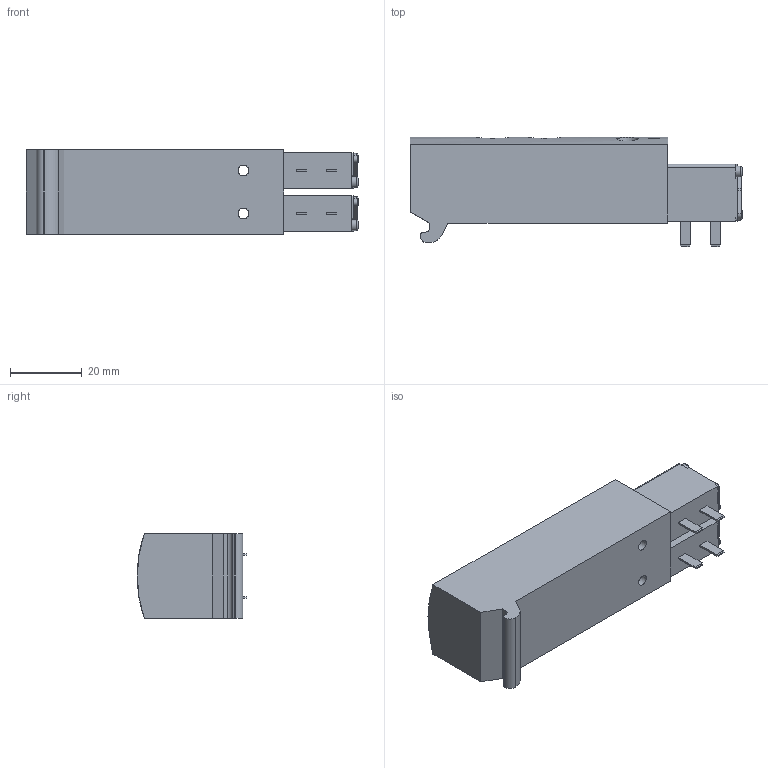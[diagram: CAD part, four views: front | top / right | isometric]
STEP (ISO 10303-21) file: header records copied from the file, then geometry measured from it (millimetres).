
FILE_DESCRIPTION(/* description */ ('STEP AP214'),/* implementation_level */ '2;1');
FILE_NAME(/* name */ '570910_VUVB-ST12-B52-ZD-QX-1T1',/* time_stamp */ '2024-09-17T11:27:21+02:00',/* author */ ('License CC BY-ND 4.0'),/* organization */ ('CADENAS'),/* preprocessor_version */ 'ST-DEVELOPER v19.3',/* originating_system */ 'PARTsolutions',/* authorisation */ ' ');
FILE_SCHEMA (('AUTOMOTIVE_DESIGN {1 0 10303 214 3 1 1}'));
Length unit declared in the file: millimetre
Products named in the file (2): 570910 VUVB-ST12-B52-ZD-QX-1T1---(-); 570910 VUVB-ST12-B52-ZD-QX-1T1---(P)
Assembly tree (1 placements, depth 2):
  570910 VUVB-ST12-B52-ZD-QX-1T1---(-)
    570910 VUVB-ST12-B52-ZD-QX-1T1---(P)
Bounding box: 92.6 x 30.5 x 23.7 mm (x, y, z)
Volume: 44734.7 mm3; surface area: 11258 mm2
Topology: 1 solids, 1 shells, 149 faces, 357 edges, 230 vertices
Faces by surface type: plane 102, cylinder 41, torus 4, cone 2
Full cylindrical faces by diameter (mm): 3 x6, 6 x2, 8 x2, 9 x2, 10 x2
Entity records: 4274 total; most frequent: CARTESIAN_POINT 758, DIRECTION 721, ORIENTED_EDGE 674, EDGE_CURVE 337, LINE 247, VECTOR 247, AXIS2_PLACEMENT_3D 237, VERTEX_POINT 230
